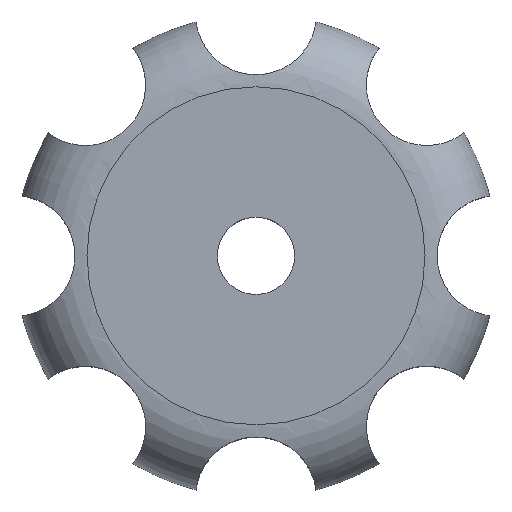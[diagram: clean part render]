
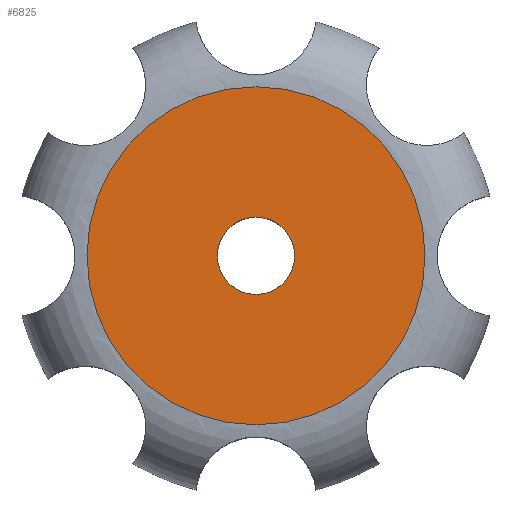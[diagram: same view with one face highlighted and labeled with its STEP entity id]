
A CAD part, top view. The second image highlights one B-rep face of the part: STEP entity #6825.
In plain terms, the highlighted planar face has unit normal (0, 0, 1).
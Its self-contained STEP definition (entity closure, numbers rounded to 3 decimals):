
#100 = TOROIDAL_SURFACE('',#101,7.,3.);
#101 = AXIS2_PLACEMENT_3D('',#102,#103,#104);
#102 = CARTESIAN_POINT('',(0.,0.,5.));
#103 = DIRECTION('',(0.,0.,1.));
#104 = DIRECTION('',(1.,0.,0.));
#3798 = VERTEX_POINT('',#3799);
#3799 = CARTESIAN_POINT('',(7.,0.,8.));
#3819 = EDGE_CURVE('',#3798,#3798,#3820,.T.);
#3820 = SURFACE_CURVE('',#3821,(#3826,#3833),.PCURVE_S1.);
#3821 = CIRCLE('',#3822,7.);
#3822 = AXIS2_PLACEMENT_3D('',#3823,#3824,#3825);
#3823 = CARTESIAN_POINT('',(0.,0.,8.));
#3824 = DIRECTION('',(0.,0.,1.));
#3825 = DIRECTION('',(1.,0.,0.));
#3826 = PCURVE('',#100,#3827);
#3827 = DEFINITIONAL_REPRESENTATION('',(#3828),#3832);
#3828 = LINE('',#3829,#3830);
#3829 = CARTESIAN_POINT('',(0.,1.571));
#3830 = VECTOR('',#3831,1.);
#3831 = DIRECTION('',(1.,0.));
#3832 = ( GEOMETRIC_REPRESENTATION_CONTEXT(2) 
PARAMETRIC_REPRESENTATION_CONTEXT() REPRESENTATION_CONTEXT('2D SPACE',''
  ) );
#3833 = PCURVE('',#3834,#3839);
#3834 = PLANE('',#3835);
#3835 = AXIS2_PLACEMENT_3D('',#3836,#3837,#3838);
#3836 = CARTESIAN_POINT('',(0.,0.,8.));
#3837 = DIRECTION('',(0.,0.,1.));
#3838 = DIRECTION('',(1.,0.,0.));
#3839 = DEFINITIONAL_REPRESENTATION('',(#3840),#3844);
#3840 = CIRCLE('',#3841,7.);
#3841 = AXIS2_PLACEMENT_2D('',#3842,#3843);
#3842 = CARTESIAN_POINT('',(0.,0.));
#3843 = DIRECTION('',(1.,0.));
#3844 = ( GEOMETRIC_REPRESENTATION_CONTEXT(2) 
PARAMETRIC_REPRESENTATION_CONTEXT() REPRESENTATION_CONTEXT('2D SPACE',''
  ) );
#6825 = ADVANCED_FACE('',(#6826,#6829),#3834,.T.);
#6826 = FACE_BOUND('',#6827,.T.);
#6827 = EDGE_LOOP('',(#6828));
#6828 = ORIENTED_EDGE('',*,*,#3819,.T.);
#6829 = FACE_BOUND('',#6830,.T.);
#6830 = EDGE_LOOP('',(#6831));
#6831 = ORIENTED_EDGE('',*,*,#6832,.F.);
#6832 = EDGE_CURVE('',#6833,#6833,#6835,.T.);
#6833 = VERTEX_POINT('',#6834);
#6834 = CARTESIAN_POINT('',(1.6,-0.,8.));
#6835 = SURFACE_CURVE('',#6836,(#6841,#6848),.PCURVE_S1.);
#6836 = CIRCLE('',#6837,1.6);
#6837 = AXIS2_PLACEMENT_3D('',#6838,#6839,#6840);
#6838 = CARTESIAN_POINT('',(0.,0.,8.));
#6839 = DIRECTION('',(0.,0.,1.));
#6840 = DIRECTION('',(1.,0.,-0.));
#6841 = PCURVE('',#3834,#6842);
#6842 = DEFINITIONAL_REPRESENTATION('',(#6843),#6847);
#6843 = CIRCLE('',#6844,1.6);
#6844 = AXIS2_PLACEMENT_2D('',#6845,#6846);
#6845 = CARTESIAN_POINT('',(0.,0.));
#6846 = DIRECTION('',(1.,0.));
#6847 = ( GEOMETRIC_REPRESENTATION_CONTEXT(2) 
PARAMETRIC_REPRESENTATION_CONTEXT() REPRESENTATION_CONTEXT('2D SPACE',''
  ) );
#6848 = PCURVE('',#6849,#6854);
#6849 = CYLINDRICAL_SURFACE('',#6850,1.6);
#6850 = AXIS2_PLACEMENT_3D('',#6851,#6852,#6853);
#6851 = CARTESIAN_POINT('',(0.,0.,0.));
#6852 = DIRECTION('',(0.,0.,1.));
#6853 = DIRECTION('',(1.,0.,0.));
#6854 = DEFINITIONAL_REPRESENTATION('',(#6855),#6859);
#6855 = LINE('',#6856,#6857);
#6856 = CARTESIAN_POINT('',(0.,8.));
#6857 = VECTOR('',#6858,1.);
#6858 = DIRECTION('',(1.,0.));
#6859 = ( GEOMETRIC_REPRESENTATION_CONTEXT(2) 
PARAMETRIC_REPRESENTATION_CONTEXT() REPRESENTATION_CONTEXT('2D SPACE',''
  ) );
